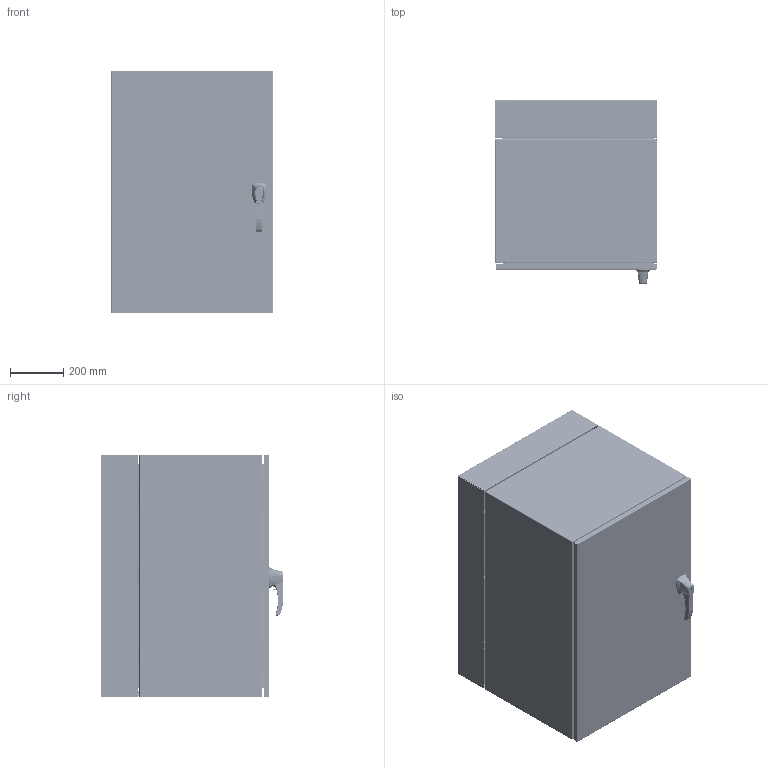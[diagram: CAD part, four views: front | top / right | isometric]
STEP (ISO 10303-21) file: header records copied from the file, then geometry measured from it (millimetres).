
FILE_DESCRIPTION (( 'STEP AP203' ), '1' );
FILE_NAME ('EN4DH362424LG.step', '2020-11-12T18:21:09', ( 'ADC123' ), ( 'Microsoft' ), 'SwSTEP 2.0', 'SolidWorks 2019', '' );
FILE_SCHEMA (( 'CONFIG_CONTROL_DESIGN' ));
Products named in the file (1): EN4DH362424LG
Bounding box: 609.61 x 689.23 x 914.4 mm (x, y, z)
Volume: 8189164 mm3; surface area: 8496870.4 mm2
Topology: 240 solids, 242 shells, 4830 faces, 11716 edges, 7572 vertices
Faces by surface type: plane 2600, cylinder 1295, cone 469, bspline 464, torus 2
Full cylindrical faces by diameter (mm): 2.464 x4, 3.175 x36, 3.307 x2, 4 x2, 4.064 x2, 4.216 x4, 4.318 x4, 4.394 x3, 4.47 x5, 4.496 x114, 4.75 x20, 4.77 x20, 4.775 x2, 4.826 x5, 4.92 x20, 4.928 x4, 4.976 x25, 5 x4, 5.08 x4, 5.105 x1, 5.69 x3, 5.893 x1, 5.918 x1, 5.994 x12, 6 x44, 6.02 x20, 6.35 x69, 6.411 x1, 6.502 x4, 6.528 x15
Entity records: 196984 total; most frequent: CARTESIAN_POINT 90772, ORIENTED_EDGE 21214, DIRECTION 20192, EDGE_CURVE 10607, VERTEX_POINT 7378, AXIS2_PLACEMENT_3D 7266, EDGE_LOOP 6725, LINE 5660
